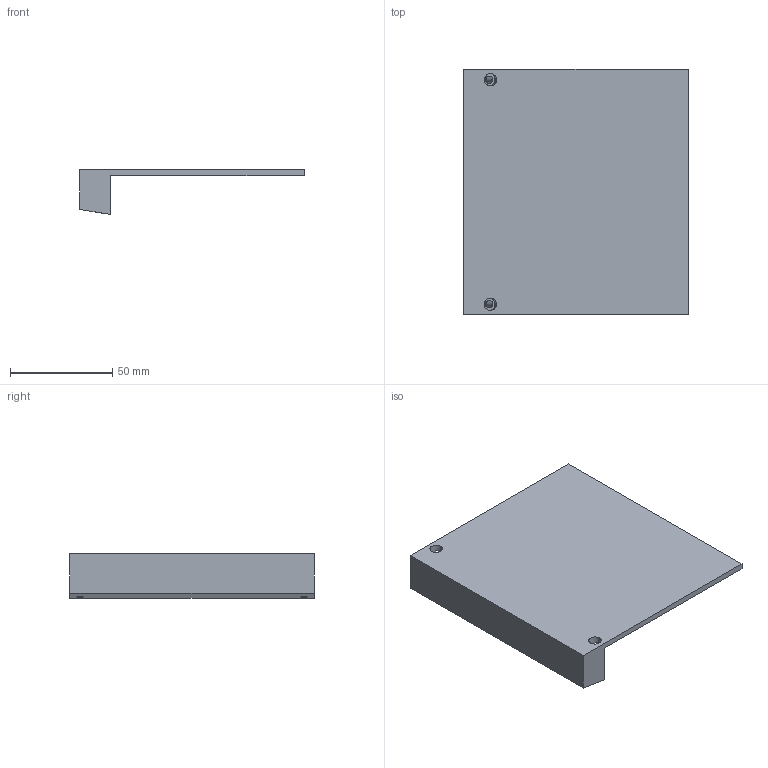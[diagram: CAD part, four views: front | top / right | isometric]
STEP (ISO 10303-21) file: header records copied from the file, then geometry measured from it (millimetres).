
FILE_DESCRIPTION (( 'STEP AP203' ), '1' );
FILE_NAME ('plate.STEP', '2024-11-15T19:41:24', ( '' ), ( '' ), 'SwSTEP 2.0', 'SolidWorks 2024', '' );
FILE_SCHEMA (( 'CONFIG_CONTROL_DESIGN' ));
Length unit declared in the file: centimetre
Products named in the file (1): plate
Bounding box: 110 x 120 x 22 mm (x, y, z)
Volume: 70972.3 mm3; surface area: 33081.6 mm2
Topology: 1 solids, 1 shells, 18 faces, 54 edges, 36 vertices
Faces by surface type: plane 10, cylinder 8
Entity records: 695 total; most frequent: CARTESIAN_POINT 169, ORIENTED_EDGE 108, DIRECTION 76, EDGE_CURVE 54, VERTEX_POINT 36, VECTOR 30, LINE 30, EDGE_LOOP 24
